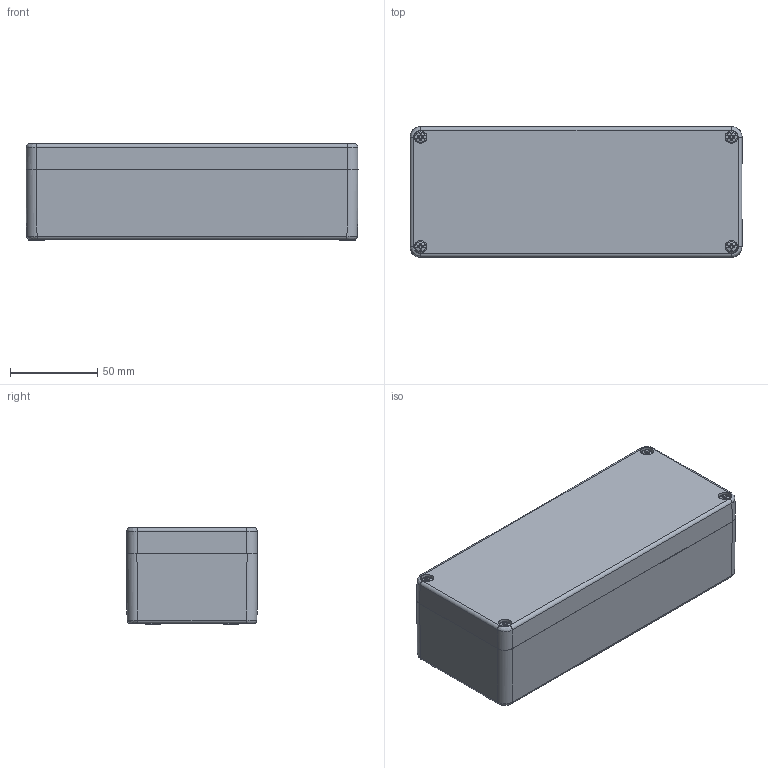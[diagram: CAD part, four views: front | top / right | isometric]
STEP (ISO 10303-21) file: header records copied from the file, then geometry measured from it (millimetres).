
FILE_DESCRIPTION (( 'STEP AP214' ), '1' );
FILE_NAME ('1590ZGRP131BK.STEP', '2021-09-09T11:19:36', ( '' ), ( '' ), 'SwSTEP 2.0', 'SolidWorks 2021', '' );
FILE_SCHEMA (( 'AUTOMOTIVE_DESIGN' ));
Length unit declared in the file: inch
Products named in the file (1): 1590ZGRP131BK
Bounding box: 190.5 x 75.2 x 55.5 mm (x, y, z)
Volume: 253409.2 mm3; surface area: 145957.8 mm2
Topology: 8 solids, 8 shells, 402 faces, 1040 edges, 684 vertices
Faces by surface type: plane 221, cone 72, cylinder 71, bspline 38
Full cylindrical faces by diameter (mm): 3.242 x6, 3.48 x4, 3.5 x4, 3.75 x7, 3.85 x4, 4.5 x4, 5 x6, 6.9 x4, 7.2 x4, 9 x4
Entity records: 13775 total; most frequent: CARTESIAN_POINT 4441, ORIENTED_EDGE 1894, DIRECTION 1772, EDGE_CURVE 947, VERTEX_POINT 669, AXIS2_PLACEMENT_3D 644, EDGE_LOOP 532, VECTOR 484
